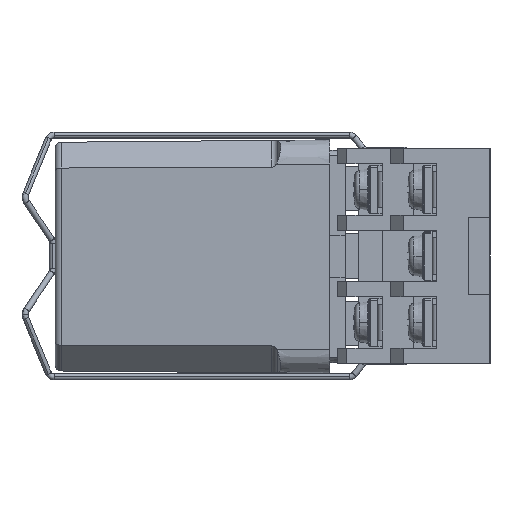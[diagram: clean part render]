
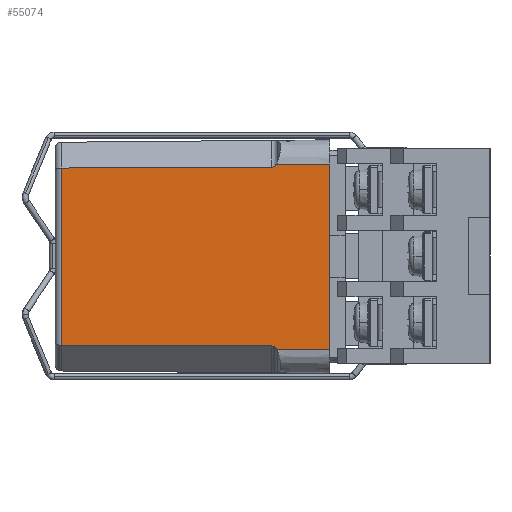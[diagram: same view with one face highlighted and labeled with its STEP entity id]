
A CAD part, left-side view. The second image highlights one B-rep face of the part: STEP entity #55074.
In plain terms, the highlighted face is planar.
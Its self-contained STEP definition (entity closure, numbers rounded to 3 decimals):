
#1244 = EDGE_CURVE ( 'NONE', #35536, #71353, #25282, .T. ) ;
#2508 = LINE ( 'NONE', #22604, #8884 ) ;
#2580 = CARTESIAN_POINT ( 'NONE',  ( -15.325, -17.998, 8.839 ) ) ;
#3430 = EDGE_CURVE ( 'NONE', #66842, #85604, #59545, .T. ) ;
#4202 = VECTOR ( 'NONE', #85125, 1000. ) ;
#5774 = CARTESIAN_POINT ( 'NONE',  ( 14.982, -17.996, 9.03 ) ) ;
#7792 = CARTESIAN_POINT ( 'NONE',  ( -15.325, -18.075, 0. ) ) ;
#7965 = DIRECTION ( 'NONE',  ( 0., -1., 0.009 ) ) ;
#8531 = EDGE_CURVE ( 'NONE', #57881, #37620, #44112, .T. ) ;
#8884 = VECTOR ( 'NONE', #57841, 1000. ) ;
#11596 = CARTESIAN_POINT ( 'NONE',  ( 15.325, -17.998, 8.839 ) ) ;
#16814 = CARTESIAN_POINT ( 'NONE',  ( -14.791, -17.994, 9.308 ) ) ;
#17583 = EDGE_CURVE ( 'NONE', #37620, #35536, #70885, .T. ) ;
#19034 = DIRECTION ( 'NONE',  ( 1., 0., 0. ) ) ;
#20027 = VECTOR ( 'NONE', #71347, 1000. ) ;
#20515 = VERTEX_POINT ( 'NONE', #42938 ) ;
#21332 = CARTESIAN_POINT ( 'NONE',  ( 15.325, -17.998, 8.839 ) ) ;
#21500 = AXIS2_PLACEMENT_3D ( 'NONE', #62429, #7965, #67335 ) ;
#21619 = CARTESIAN_POINT ( 'NONE',  ( 14.825, -18.074, 0.109 ) ) ;
#22213 = CARTESIAN_POINT ( 'NONE',  ( -15.325, -17.998, 8.839 ) ) ;
#22604 = CARTESIAN_POINT ( 'NONE',  ( -15.325, -17.687, 44.509 ) ) ;
#23357 = DIRECTION ( 'NONE',  ( -0.004, 0.009, 1. ) ) ;
#25282 = LINE ( 'NONE', #58743, #44976 ) ;
#25708 = ORIENTED_EDGE ( 'NONE', *, *, #44985, .F. ) ;
#25740 = ORIENTED_EDGE ( 'NONE', *, *, #1244, .T. ) ;
#27235 = FACE_OUTER_BOUND ( 'NONE', #60015, .T. ) ;
#30997 = EDGE_CURVE ( 'NONE', #85604, #63773, #84407, .T. ) ;
#33061 = DIRECTION ( 'NONE',  ( 0., -0.009, -1. ) ) ;
#35518 = ORIENTED_EDGE ( 'NONE', *, *, #17583, .T. ) ;
#35536 = VERTEX_POINT ( 'NONE', #7792 ) ;
#36492 = CARTESIAN_POINT ( 'NONE',  ( -14.982, -17.996, 9.03 ) ) ;
#37620 = VERTEX_POINT ( 'NONE', #2580 ) ;
#41027 = LINE ( 'NONE', #46371, #67110 ) ;
#41540 = VECTOR ( 'NONE', #23357, 1000. ) ;
#41918 = CARTESIAN_POINT ( 'NONE',  ( 15.325, -18.075, 0. ) ) ;
#42938 = CARTESIAN_POINT ( 'NONE',  ( -14.664, -17.687, 44.509 ) ) ;
#44112 =( BOUNDED_CURVE ( )  B_SPLINE_CURVE ( 3, ( #50746, #16814, #36492, #22213 ),
 .UNSPECIFIED., .F., .F. ) 
 B_SPLINE_CURVE_WITH_KNOTS ( ( 4, 4 ),
 ( 6.28, 7.177 ),
 .UNSPECIFIED. ) 
 CURVE ( )  GEOMETRIC_REPRESENTATION_ITEM ( )  RATIONAL_B_SPLINE_CURVE ( ( 1., 0.934, 0.934, 1. ) ) 
 REPRESENTATION_ITEM ( '' )  );
#44976 = VECTOR ( 'NONE', #19034, 1000. ) ;
#44985 = EDGE_CURVE ( 'NONE', #66842, #71353, #41027, .T. ) ;
#46371 = CARTESIAN_POINT ( 'NONE',  ( 15.325, -18.075, 0. ) ) ;
#50746 = CARTESIAN_POINT ( 'NONE',  ( -14.79, -17.991, 9.617 ) ) ;
#53210 = CARTESIAN_POINT ( 'NONE',  ( 14.79, -17.991, 9.617 ) ) ;
#55074 = ADVANCED_FACE ( 'NONE', ( #27235 ), #74475, .T. ) ;
#56894 = EDGE_CURVE ( 'NONE', #63773, #20515, #2508, .T. ) ;
#57841 = DIRECTION ( 'NONE',  ( -1., 0., 0. ) ) ;
#57881 = VERTEX_POINT ( 'NONE', #76174 ) ;
#57980 = LINE ( 'NONE', #65541, #4202 ) ;
#58431 = CARTESIAN_POINT ( 'NONE',  ( -15.325, -18.075, 0. ) ) ;
#58743 = CARTESIAN_POINT ( 'NONE',  ( -15.325, -18.075, 0. ) ) ;
#59545 =( BOUNDED_CURVE ( )  B_SPLINE_CURVE ( 3, ( #11596, #5774, #79822, #86972 ),
 .UNSPECIFIED., .F., .F. ) 
 B_SPLINE_CURVE_WITH_KNOTS ( ( 4, 4 ),
 ( 2.248, 3.145 ),
 .UNSPECIFIED. ) 
 CURVE ( )  GEOMETRIC_REPRESENTATION_ITEM ( )  RATIONAL_B_SPLINE_CURVE ( ( 1., 0.934, 0.934, 1. ) ) 
 REPRESENTATION_ITEM ( '' )  );
#60015 = EDGE_LOOP ( 'NONE', ( #25708, #68101, #78565, #68020, #77991, #69499, #35518, #25740 ) ) ;
#60249 = CARTESIAN_POINT ( 'NONE',  ( 14.664, -17.687, 44.509 ) ) ;
#62429 = CARTESIAN_POINT ( 'NONE',  ( -15.325, -18.075, 0. ) ) ;
#63773 = VERTEX_POINT ( 'NONE', #60249 ) ;
#65541 = CARTESIAN_POINT ( 'NONE',  ( -14.825, -18.074, 0.083 ) ) ;
#66842 = VERTEX_POINT ( 'NONE', #21332 ) ;
#67110 = VECTOR ( 'NONE', #33061, 1000. ) ;
#67335 = DIRECTION ( 'NONE',  ( 0., -0.009, -1. ) ) ;
#68020 = ORIENTED_EDGE ( 'NONE', *, *, #56894, .T. ) ;
#68101 = ORIENTED_EDGE ( 'NONE', *, *, #3430, .T. ) ;
#69499 = ORIENTED_EDGE ( 'NONE', *, *, #8531, .T. ) ;
#70885 = LINE ( 'NONE', #58431, #20027 ) ;
#71347 = DIRECTION ( 'NONE',  ( 0., -0.009, -1. ) ) ;
#71353 = VERTEX_POINT ( 'NONE', #41918 ) ;
#74475 = PLANE ( 'NONE',  #21500 ) ;
#76174 = CARTESIAN_POINT ( 'NONE',  ( -14.79, -17.991, 9.617 ) ) ;
#77991 = ORIENTED_EDGE ( 'NONE', *, *, #81657, .F. ) ;
#78565 = ORIENTED_EDGE ( 'NONE', *, *, #30997, .T. ) ;
#79822 = CARTESIAN_POINT ( 'NONE',  ( 14.791, -17.994, 9.308 ) ) ;
#81657 = EDGE_CURVE ( 'NONE', #57881, #20515, #57980, .T. ) ;
#84407 = LINE ( 'NONE', #21619, #41540 ) ;
#85125 = DIRECTION ( 'NONE',  ( 0.004, 0.009, 1. ) ) ;
#85604 = VERTEX_POINT ( 'NONE', #53210 ) ;
#86972 = CARTESIAN_POINT ( 'NONE',  ( 14.79, -17.991, 9.617 ) ) ;
